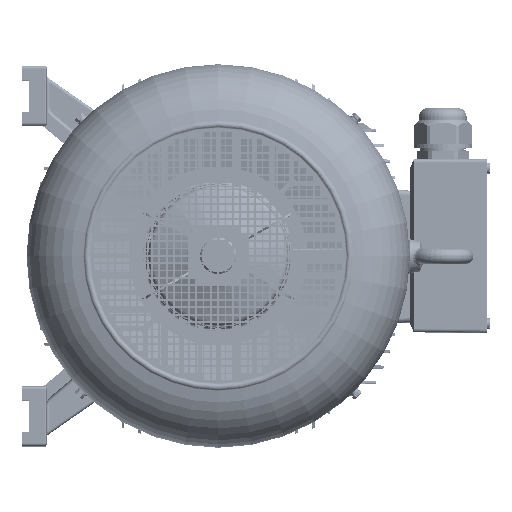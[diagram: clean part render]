
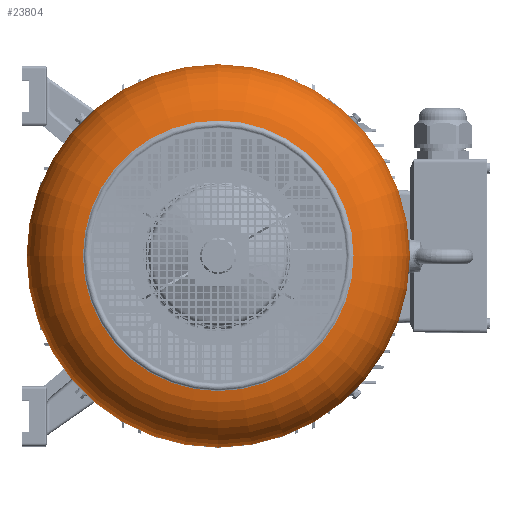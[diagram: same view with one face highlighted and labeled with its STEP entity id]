
A CAD part, top view. The second image highlights one B-rep face of the part: STEP entity #23804.
In plain terms, the highlighted toroidal (fillet/blend) face has major radius 181.5 mm and minor radius 92 mm.
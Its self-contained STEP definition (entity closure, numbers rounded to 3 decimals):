
#4473=TOROIDAL_SURFACE('',#146352,181.5,92.);
#21938=FACE_BOUND('',#40232,.T.);
#21939=FACE_BOUND('',#40233,.T.);
#23804=ADVANCED_FACE('',(#21938,#21939),#4473,.T.);
#40232=EDGE_LOOP('',(#85634));
#40233=EDGE_LOOP('',(#85635));
#85634=ORIENTED_EDGE('',*,*,#132274,.F.);
#85635=ORIENTED_EDGE('',*,*,#132261,.T.);
#118812=VERTEX_POINT('',#213417);
#118825=VERTEX_POINT('',#213498);
#132261=EDGE_CURVE('',#118812,#118812,#142052,.T.);
#132274=EDGE_CURVE('',#118825,#118825,#142059,.T.);
#142052=CIRCLE('',#146343,273.5);
#142059=CIRCLE('',#146351,193.092);
#146343=AXIS2_PLACEMENT_3D('',#213416,#166360,#166361);
#146351=AXIS2_PLACEMENT_3D('',#213497,#166376,#166377);
#146352=AXIS2_PLACEMENT_3D('',#213499,#166378,#166379);
#166360=DIRECTION('',(0.,0.,1.));
#166361=DIRECTION('',(1.,0.,0.));
#166376=DIRECTION('',(0.,0.,1.));
#166377=DIRECTION('',(1.,0.,0.));
#166378=DIRECTION('',(0.,0.,1.));
#166379=DIRECTION('',(1.,0.,0.));
#213416=CARTESIAN_POINT('',(204.672,302.904,799.624));
#213417=CARTESIAN_POINT('',(478.172,302.904,799.624));
#213497=CARTESIAN_POINT('',(204.672,302.904,890.891));
#213498=CARTESIAN_POINT('',(397.764,302.904,890.891));
#213499=CARTESIAN_POINT('',(204.672,302.904,799.624));
